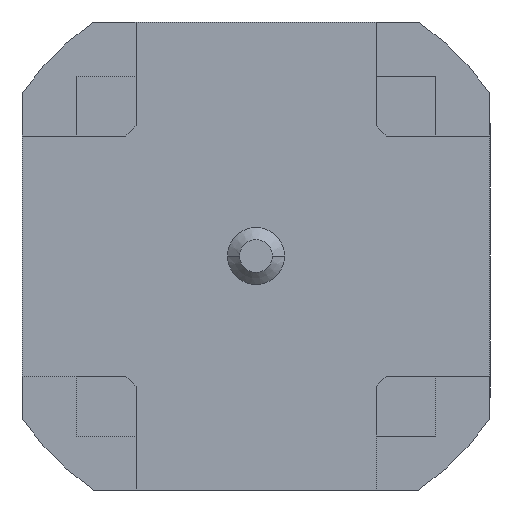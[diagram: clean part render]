
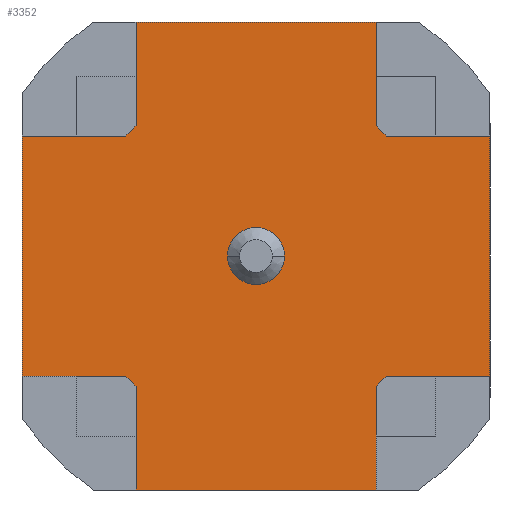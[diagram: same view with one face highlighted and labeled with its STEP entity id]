
A CAD part, left-side view. The second image highlights one B-rep face of the part: STEP entity #3352.
In plain terms, the highlighted planar face has unit normal (-1, 0, 0).
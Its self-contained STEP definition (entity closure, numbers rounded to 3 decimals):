
#33=DIRECTION('',(0.,1.,0.));
#34=VECTOR('',#33,4.064);
#35=CARTESIAN_POINT('',(0.508,-2.032,-3.962));
#36=LINE('',#35,#34);
#124=DIRECTION('',(0.,-1.,0.));
#125=VECTOR('',#124,1.759);
#126=CARTESIAN_POINT('',(0.508,3.962,2.032));
#127=LINE('',#126,#125);
#128=CARTESIAN_POINT('',(0.508,0.,0.));
#129=DIRECTION('',(-1.,0.,0.));
#130=DIRECTION('',(0.,0.678,0.735));
#131=AXIS2_PLACEMENT_3D('',#128,#129,#130);
#133=DIRECTION('',(0.,0.,1.));
#134=VECTOR('',#133,1.759);
#135=CARTESIAN_POINT('',(0.508,2.032,2.203));
#136=LINE('',#135,#134);
#137=DIRECTION('',(0.,0.,-1.));
#138=VECTOR('',#137,1.759);
#139=CARTESIAN_POINT('',(0.508,-2.032,3.962));
#140=LINE('',#139,#138);
#141=DIRECTION('',(0.,-1.,0.));
#142=VECTOR('',#141,1.759);
#143=CARTESIAN_POINT('',(0.508,-2.203,2.032));
#144=LINE('',#143,#142);
#145=DIRECTION('',(0.,1.,0.));
#146=VECTOR('',#145,1.759);
#147=CARTESIAN_POINT('',(0.508,-3.962,-2.032));
#148=LINE('',#147,#146);
#149=CARTESIAN_POINT('',(0.508,0.,0.));
#150=DIRECTION('',(1.,0.,0.));
#151=DIRECTION('',(0.,-0.735,-0.678));
#152=AXIS2_PLACEMENT_3D('',#149,#150,#151);
#154=DIRECTION('',(0.,0.,-1.));
#155=VECTOR('',#154,1.759);
#156=CARTESIAN_POINT('',(0.508,-2.032,-2.203));
#157=LINE('',#156,#155);
#158=DIRECTION('',(0.,0.,1.));
#159=VECTOR('',#158,1.759);
#160=CARTESIAN_POINT('',(0.508,2.032,-3.962));
#161=LINE('',#160,#159);
#162=DIRECTION('',(0.,1.,0.));
#163=VECTOR('',#162,1.759);
#164=CARTESIAN_POINT('',(0.508,2.203,-2.032));
#165=LINE('',#164,#163);
#166=CARTESIAN_POINT('',(0.508,0.,0.));
#167=DIRECTION('',(-1.,0.,0.));
#168=DIRECTION('',(0.,1.,0.));
#169=AXIS2_PLACEMENT_3D('',#166,#167,#168);
#171=CARTESIAN_POINT('',(0.508,0.,0.));
#172=DIRECTION('',(-1.,0.,0.));
#173=DIRECTION('',(0.,-1.,0.));
#174=AXIS2_PLACEMENT_3D('',#171,#172,#173);
#270=DIRECTION('',(0.,1.,0.));
#271=VECTOR('',#270,4.064);
#272=CARTESIAN_POINT('',(0.508,-2.032,3.962));
#273=LINE('',#272,#271);
#315=DIRECTION('',(0.,0.,1.));
#316=VECTOR('',#315,4.064);
#317=CARTESIAN_POINT('',(0.508,3.962,-2.032));
#318=LINE('',#317,#316);
#352=CARTESIAN_POINT('',(0.508,0.,0.));
#353=DIRECTION('',(-1.,0.,0.));
#354=DIRECTION('',(0.,0.735,-0.678));
#355=AXIS2_PLACEMENT_3D('',#352,#353,#354);
#2536=DIRECTION('',(0.,0.,1.));
#2537=VECTOR('',#2536,4.064);
#2538=CARTESIAN_POINT('',(0.508,-3.962,-2.032));
#2539=LINE('',#2538,#2537);
#2556=CARTESIAN_POINT('',(0.508,0.,0.));
#2557=DIRECTION('',(-1.,0.,0.));
#2558=DIRECTION('',(0.,-0.735,0.678));
#2559=AXIS2_PLACEMENT_3D('',#2556,#2557,#2558);
#2664=CARTESIAN_POINT('',(0.508,-2.032,-3.962));
#2665=CARTESIAN_POINT('',(0.508,2.032,-3.962));
#2666=VERTEX_POINT('',#2664);
#2667=VERTEX_POINT('',#2665);
#2668=CARTESIAN_POINT('',(0.508,-2.032,3.962));
#2669=CARTESIAN_POINT('',(0.508,2.032,3.962));
#2670=VERTEX_POINT('',#2668);
#2671=VERTEX_POINT('',#2669);
#2672=CARTESIAN_POINT('',(0.508,-3.962,-2.032));
#2673=CARTESIAN_POINT('',(0.508,-3.962,2.032));
#2674=VERTEX_POINT('',#2672);
#2675=VERTEX_POINT('',#2673);
#2676=CARTESIAN_POINT('',(0.508,3.962,-2.032));
#2677=CARTESIAN_POINT('',(0.508,3.962,2.032));
#2678=VERTEX_POINT('',#2676);
#2679=VERTEX_POINT('',#2677);
#2773=CARTESIAN_POINT('',(0.508,-2.032,2.203));
#2775=VERTEX_POINT('',#2773);
#2777=CARTESIAN_POINT('',(0.508,-2.203,2.032));
#2779=VERTEX_POINT('',#2777);
#2780=CARTESIAN_POINT('',(0.508,2.032,2.203));
#2781=VERTEX_POINT('',#2780);
#2782=CARTESIAN_POINT('',(0.508,2.203,2.032));
#2783=VERTEX_POINT('',#2782);
#2785=CARTESIAN_POINT('',(0.508,2.032,-2.203));
#2787=VERTEX_POINT('',#2785);
#2789=CARTESIAN_POINT('',(0.508,2.203,-2.032));
#2791=VERTEX_POINT('',#2789);
#2792=CARTESIAN_POINT('',(0.508,-2.203,-2.032));
#2793=VERTEX_POINT('',#2792);
#2794=CARTESIAN_POINT('',(0.508,-2.032,-2.203));
#2795=VERTEX_POINT('',#2794);
#3135=CARTESIAN_POINT('',(0.508,0.483,0.));
#3136=CARTESIAN_POINT('',(0.508,-0.483,0.));
#3137=VERTEX_POINT('',#3135);
#3138=VERTEX_POINT('',#3136);
#3311=CARTESIAN_POINT('',(0.508,0.,0.));
#3312=DIRECTION('',(1.,0.,0.));
#3313=DIRECTION('',(0.,0.,1.));
#3314=AXIS2_PLACEMENT_3D('',#3311,#3312,#3313);
#3315=PLANE('',#3314);
#3317=ORIENTED_EDGE('',*,*,#3316,.T.);
#3319=ORIENTED_EDGE('',*,*,#3318,.F.);
#3321=ORIENTED_EDGE('',*,*,#3320,.T.);
#3323=ORIENTED_EDGE('',*,*,#3322,.F.);
#3325=ORIENTED_EDGE('',*,*,#3324,.T.);
#3327=ORIENTED_EDGE('',*,*,#3326,.F.);
#3329=ORIENTED_EDGE('',*,*,#3328,.T.);
#3331=ORIENTED_EDGE('',*,*,#3330,.F.);
#3332=ORIENTED_EDGE('',*,*,#3227,.T.);
#3333=ORIENTED_EDGE('',*,*,#3248,.T.);
#3334=ORIENTED_EDGE('',*,*,#3306,.T.);
#3335=ORIENTED_EDGE('',*,*,#3152,.T.);
#3337=ORIENTED_EDGE('',*,*,#3336,.T.);
#3339=ORIENTED_EDGE('',*,*,#3338,.F.);
#3341=ORIENTED_EDGE('',*,*,#3340,.T.);
#3343=ORIENTED_EDGE('',*,*,#3342,.T.);
#3344=EDGE_LOOP('',(#3317,#3319,#3321,#3323,#3325,#3327,#3329,#3331,#3332,#3333,
#3334,#3335,#3337,#3339,#3341,#3343));
#3345=FACE_OUTER_BOUND('',#3344,.F.);
#3347=ORIENTED_EDGE('',*,*,#3346,.T.);
#3349=ORIENTED_EDGE('',*,*,#3348,.T.);
#3350=EDGE_LOOP('',(#3347,#3349));
#3351=FACE_BOUND('',#3350,.F.);
#3352=ADVANCED_FACE('',(#3345,#3351),#3315,.F.);
#132=CIRCLE('',#131,2.997);
#153=CIRCLE('',#152,2.997);
#170=CIRCLE('',#169,0.483);
#175=CIRCLE('',#174,0.483);
#356=CIRCLE('',#355,2.997);
#2560=CIRCLE('',#2559,2.997);
#3152=EDGE_CURVE('',#2666,#2667,#36,.T.);
#3227=EDGE_CURVE('',#2674,#2793,#148,.T.);
#3248=EDGE_CURVE('',#2793,#2795,#153,.T.);
#3306=EDGE_CURVE('',#2795,#2666,#157,.T.);
#3316=EDGE_CURVE('',#2679,#2783,#127,.T.);
#3318=EDGE_CURVE('',#2781,#2783,#132,.T.);
#3320=EDGE_CURVE('',#2781,#2671,#136,.T.);
#3322=EDGE_CURVE('',#2670,#2671,#273,.T.);
#3324=EDGE_CURVE('',#2670,#2775,#140,.T.);
#3326=EDGE_CURVE('',#2779,#2775,#2560,.T.);
#3328=EDGE_CURVE('',#2779,#2675,#144,.T.);
#3330=EDGE_CURVE('',#2674,#2675,#2539,.T.);
#3336=EDGE_CURVE('',#2667,#2787,#161,.T.);
#3338=EDGE_CURVE('',#2791,#2787,#356,.T.);
#3340=EDGE_CURVE('',#2791,#2678,#165,.T.);
#3342=EDGE_CURVE('',#2678,#2679,#318,.T.);
#3346=EDGE_CURVE('',#3137,#3138,#170,.T.);
#3348=EDGE_CURVE('',#3138,#3137,#175,.T.);
